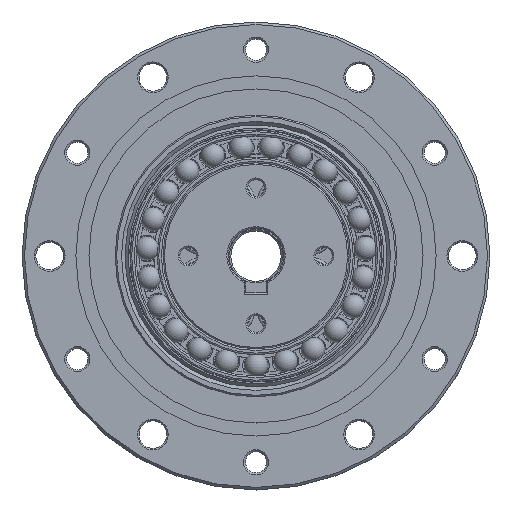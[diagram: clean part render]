
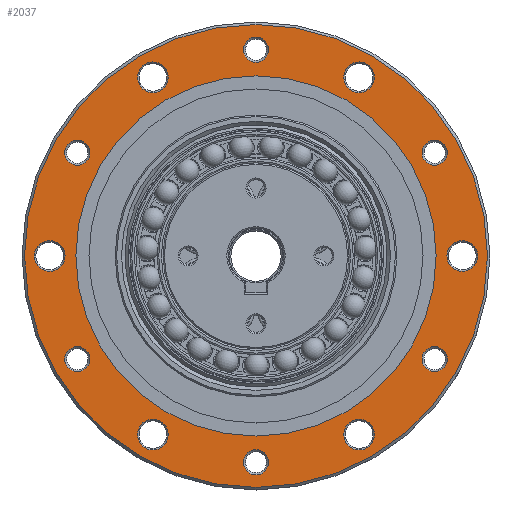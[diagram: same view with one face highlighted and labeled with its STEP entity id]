
A CAD part, top view. The second image highlights one B-rep face of the part: STEP entity #2037.
In plain terms, the highlighted planar face has unit normal (0, 0, 1).
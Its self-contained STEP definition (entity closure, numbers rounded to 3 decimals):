
#2037=ADVANCED_FACE('',(#3133,#3134,#3135,#3136,#3137,#3138,#3139,#3140,
#3141,#3142,#3143,#3144,#3145,#3146),#2482,.T.);
#2482=PLANE('',#9938);
#3133=FACE_BOUND('',#4161,.T.);
#3134=FACE_BOUND('',#4162,.T.);
#3135=FACE_BOUND('',#4163,.T.);
#3136=FACE_BOUND('',#4164,.T.);
#3137=FACE_BOUND('',#4165,.T.);
#3138=FACE_BOUND('',#4166,.T.);
#3139=FACE_BOUND('',#4167,.T.);
#3140=FACE_BOUND('',#4168,.T.);
#3141=FACE_BOUND('',#4169,.T.);
#3142=FACE_BOUND('',#4170,.T.);
#3143=FACE_BOUND('',#4171,.T.);
#3144=FACE_BOUND('',#4172,.T.);
#3145=FACE_BOUND('',#4173,.T.);
#3146=FACE_BOUND('',#4174,.T.);
#4161=EDGE_LOOP('',(#5339));
#4162=EDGE_LOOP('',(#5340));
#4163=EDGE_LOOP('',(#5341));
#4164=EDGE_LOOP('',(#5342));
#4165=EDGE_LOOP('',(#5343));
#4166=EDGE_LOOP('',(#5344));
#4167=EDGE_LOOP('',(#5345));
#4168=EDGE_LOOP('',(#5346));
#4169=EDGE_LOOP('',(#5347));
#4170=EDGE_LOOP('',(#5348));
#4171=EDGE_LOOP('',(#5349));
#4172=EDGE_LOOP('',(#5350));
#4173=EDGE_LOOP('',(#5351));
#4174=EDGE_LOOP('',(#5352));
#5339=ORIENTED_EDGE('',*,*,#7946,.T.);
#5340=ORIENTED_EDGE('',*,*,#7947,.T.);
#5341=ORIENTED_EDGE('',*,*,#7948,.T.);
#5342=ORIENTED_EDGE('',*,*,#7949,.T.);
#5343=ORIENTED_EDGE('',*,*,#7950,.T.);
#5344=ORIENTED_EDGE('',*,*,#7951,.T.);
#5345=ORIENTED_EDGE('',*,*,#7952,.T.);
#5346=ORIENTED_EDGE('',*,*,#7953,.T.);
#5347=ORIENTED_EDGE('',*,*,#7954,.T.);
#5348=ORIENTED_EDGE('',*,*,#7955,.T.);
#5349=ORIENTED_EDGE('',*,*,#7956,.T.);
#5350=ORIENTED_EDGE('',*,*,#7957,.T.);
#5351=ORIENTED_EDGE('',*,*,#7958,.T.);
#5352=ORIENTED_EDGE('',*,*,#7945,.F.);
#7085=VERTEX_POINT('',#14629);
#7086=VERTEX_POINT('',#14632);
#7087=VERTEX_POINT('',#14634);
#7088=VERTEX_POINT('',#14636);
#7089=VERTEX_POINT('',#14638);
#7090=VERTEX_POINT('',#14640);
#7091=VERTEX_POINT('',#14642);
#7092=VERTEX_POINT('',#14644);
#7093=VERTEX_POINT('',#14646);
#7094=VERTEX_POINT('',#14648);
#7095=VERTEX_POINT('',#14650);
#7096=VERTEX_POINT('',#14652);
#7097=VERTEX_POINT('',#14654);
#7098=VERTEX_POINT('',#14656);
#7945=EDGE_CURVE('',#7085,#7085,#8951,.T.);
#7946=EDGE_CURVE('',#7086,#7086,#8952,.T.);
#7947=EDGE_CURVE('',#7087,#7087,#8953,.T.);
#7948=EDGE_CURVE('',#7088,#7088,#8954,.T.);
#7949=EDGE_CURVE('',#7089,#7089,#8955,.T.);
#7950=EDGE_CURVE('',#7090,#7090,#8956,.T.);
#7951=EDGE_CURVE('',#7091,#7091,#8957,.T.);
#7952=EDGE_CURVE('',#7092,#7092,#8958,.T.);
#7953=EDGE_CURVE('',#7093,#7093,#8959,.T.);
#7954=EDGE_CURVE('',#7094,#7094,#8960,.T.);
#7955=EDGE_CURVE('',#7095,#7095,#8961,.T.);
#7956=EDGE_CURVE('',#7096,#7096,#8962,.T.);
#7957=EDGE_CURVE('',#7097,#7097,#8963,.T.);
#7958=EDGE_CURVE('',#7098,#7098,#8964,.T.);
#8951=CIRCLE('',#9923,46.);
#8952=CIRCLE('',#9925,3.05);
#8953=CIRCLE('',#9926,2.5);
#8954=CIRCLE('',#9927,3.05);
#8955=CIRCLE('',#9928,2.5);
#8956=CIRCLE('',#9929,3.05);
#8957=CIRCLE('',#9930,2.5);
#8958=CIRCLE('',#9931,3.05);
#8959=CIRCLE('',#9932,2.5);
#8960=CIRCLE('',#9933,3.05);
#8961=CIRCLE('',#9934,2.5);
#8962=CIRCLE('',#9935,3.05);
#8963=CIRCLE('',#9936,2.5);
#8964=CIRCLE('',#9937,35.8);
#9923=AXIS2_PLACEMENT_3D('',#14628,#11849,#11850);
#9925=AXIS2_PLACEMENT_3D('',#14631,#11853,#11854);
#9926=AXIS2_PLACEMENT_3D('',#14633,#11855,#11856);
#9927=AXIS2_PLACEMENT_3D('',#14635,#11857,#11858);
#9928=AXIS2_PLACEMENT_3D('',#14637,#11859,#11860);
#9929=AXIS2_PLACEMENT_3D('',#14639,#11861,#11862);
#9930=AXIS2_PLACEMENT_3D('',#14641,#11863,#11864);
#9931=AXIS2_PLACEMENT_3D('',#14643,#11865,#11866);
#9932=AXIS2_PLACEMENT_3D('',#14645,#11867,#11868);
#9933=AXIS2_PLACEMENT_3D('',#14647,#11869,#11870);
#9934=AXIS2_PLACEMENT_3D('',#14649,#11871,#11872);
#9935=AXIS2_PLACEMENT_3D('',#14651,#11873,#11874);
#9936=AXIS2_PLACEMENT_3D('',#14653,#11875,#11876);
#9937=AXIS2_PLACEMENT_3D('',#14655,#11877,#11878);
#9938=AXIS2_PLACEMENT_3D('',#14657,#11879,#11880);
#11849=DIRECTION('',(0.,0.,-1.));
#11850=DIRECTION('',(-1.,0.,0.));
#11853=DIRECTION('',(0.,0.,-1.));
#11854=DIRECTION('',(1.,0.,0.));
#11855=DIRECTION('',(0.,0.,-1.));
#11856=DIRECTION('',(1.,0.,0.));
#11857=DIRECTION('',(0.,0.,-1.));
#11858=DIRECTION('',(1.,0.,0.));
#11859=DIRECTION('',(0.,0.,-1.));
#11860=DIRECTION('',(1.,0.,0.));
#11861=DIRECTION('',(0.,0.,-1.));
#11862=DIRECTION('',(1.,0.,0.));
#11863=DIRECTION('',(0.,0.,-1.));
#11864=DIRECTION('',(1.,0.,0.));
#11865=DIRECTION('',(0.,0.,-1.));
#11866=DIRECTION('',(1.,0.,0.));
#11867=DIRECTION('',(0.,0.,-1.));
#11868=DIRECTION('',(1.,0.,0.));
#11869=DIRECTION('',(0.,0.,-1.));
#11870=DIRECTION('',(1.,0.,0.));
#11871=DIRECTION('',(0.,0.,-1.));
#11872=DIRECTION('',(1.,0.,0.));
#11873=DIRECTION('',(0.,0.,-1.));
#11874=DIRECTION('',(1.,0.,0.));
#11875=DIRECTION('',(0.,0.,-1.));
#11876=DIRECTION('',(1.,0.,0.));
#11877=DIRECTION('',(0.,0.,-1.));
#11878=DIRECTION('',(-1.,0.,0.));
#11879=DIRECTION('',(0.,0.,1.));
#11880=DIRECTION('',(1.,0.,0.));
#14628=CARTESIAN_POINT('',(0.,0.,23.8));
#14629=CARTESIAN_POINT('',(-46.,0.,23.8));
#14631=CARTESIAN_POINT('',(-35.507,20.5,23.8));
#14632=CARTESIAN_POINT('',(-32.457,20.5,23.8));
#14633=CARTESIAN_POINT('',(-20.5,-35.507,23.8));
#14634=CARTESIAN_POINT('',(-18.,-35.507,23.8));
#14635=CARTESIAN_POINT('',(-35.507,-20.5,23.8));
#14636=CARTESIAN_POINT('',(-32.457,-20.5,23.8));
#14637=CARTESIAN_POINT('',(20.5,-35.507,23.8));
#14638=CARTESIAN_POINT('',(23.,-35.507,23.8));
#14639=CARTESIAN_POINT('',(0.,-41.,23.8));
#14640=CARTESIAN_POINT('',(3.05,-41.,23.8));
#14641=CARTESIAN_POINT('',(41.,0.,23.8));
#14642=CARTESIAN_POINT('',(43.5,0.,23.8));
#14643=CARTESIAN_POINT('',(35.507,-20.5,23.8));
#14644=CARTESIAN_POINT('',(38.557,-20.5,23.8));
#14645=CARTESIAN_POINT('',(20.5,35.507,23.8));
#14646=CARTESIAN_POINT('',(23.,35.507,23.8));
#14647=CARTESIAN_POINT('',(35.507,20.5,23.8));
#14648=CARTESIAN_POINT('',(38.557,20.5,23.8));
#14649=CARTESIAN_POINT('',(-20.5,35.507,23.8));
#14650=CARTESIAN_POINT('',(-18.,35.507,23.8));
#14651=CARTESIAN_POINT('',(0.,41.,23.8));
#14652=CARTESIAN_POINT('',(3.05,41.,23.8));
#14653=CARTESIAN_POINT('',(-41.,0.,23.8));
#14654=CARTESIAN_POINT('',(-38.5,0.,23.8));
#14655=CARTESIAN_POINT('',(0.,0.,23.8));
#14656=CARTESIAN_POINT('',(-35.8,0.,23.8));
#14657=CARTESIAN_POINT('',(46.,0.,23.8));
